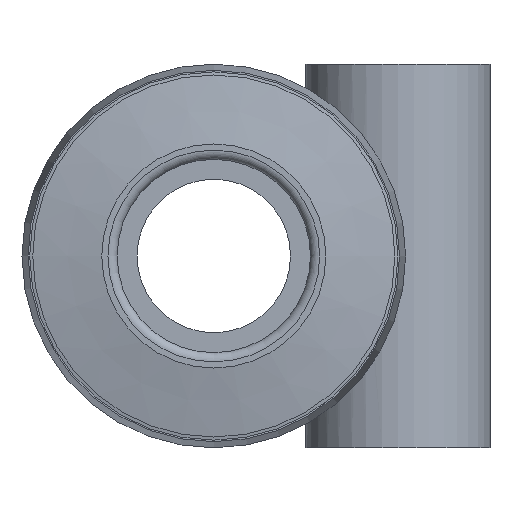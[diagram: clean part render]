
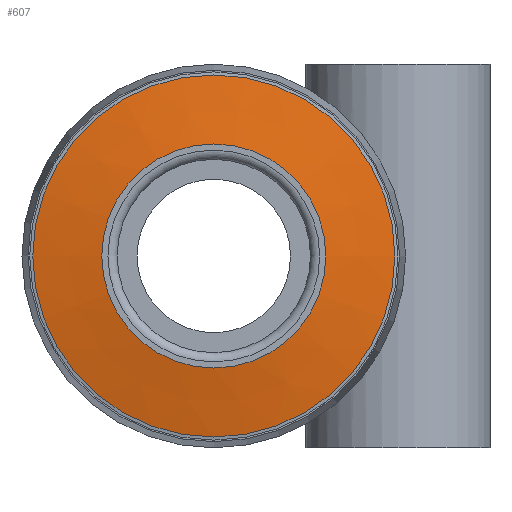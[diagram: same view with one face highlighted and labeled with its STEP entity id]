
A CAD part, front view. The second image highlights one B-rep face of the part: STEP entity #607.
In plain terms, the highlighted conical face has half-angle 79.919 degrees and reference radius 4.775 mm.
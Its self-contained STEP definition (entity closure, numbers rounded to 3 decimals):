
#573=CARTESIAN_POINT('',(-3.65,-18.2,0.0));
#574=VERTEX_POINT('',#573);
#575=CARTESIAN_POINT('',(0.0,-18.2,0.0));
#576=DIRECTION('',(0.0,1.0,0.0));
#577=DIRECTION('',(-1.0,0.0,0.0));
#578=AXIS2_PLACEMENT_3D('',#575,#576,#577);
#579=CIRCLE('',#578,3.65);
#580=EDGE_CURVE('',#574,#574,#579,.T.);
#588=CARTESIAN_POINT('',(0.0,-18.,0.0));
#589=DIRECTION('',(0.0,1.0,0.0));
#590=DIRECTION('',(-1.0,0.0,0.0));
#591=AXIS2_PLACEMENT_3D('',#588,#589,#590);
#592=CONICAL_SURFACE('',#591,4.775,79.919);
#593=CARTESIAN_POINT('',(-5.9,-17.8,0.0));
#594=VERTEX_POINT('',#593);
#595=CARTESIAN_POINT('',(0.0,-17.8,0.0));
#596=DIRECTION('',(0.0,1.0,0.0));
#597=DIRECTION('',(-1.0,0.0,0.0));
#598=AXIS2_PLACEMENT_3D('',#595,#596,#597);
#599=CIRCLE('',#598,5.9);
#600=EDGE_CURVE('',#594,#594,#599,.T.);
#601=ORIENTED_EDGE('',*,*,#600,.F.);
#602=EDGE_LOOP('',(#601));
#603=FACE_OUTER_BOUND('',#602,.T.);
#604=ORIENTED_EDGE('',*,*,#580,.T.);
#605=EDGE_LOOP('',(#604));
#606=FACE_BOUND('',#605,.T.);
#607=ADVANCED_FACE('',(#603,#606),#592,.T.);
